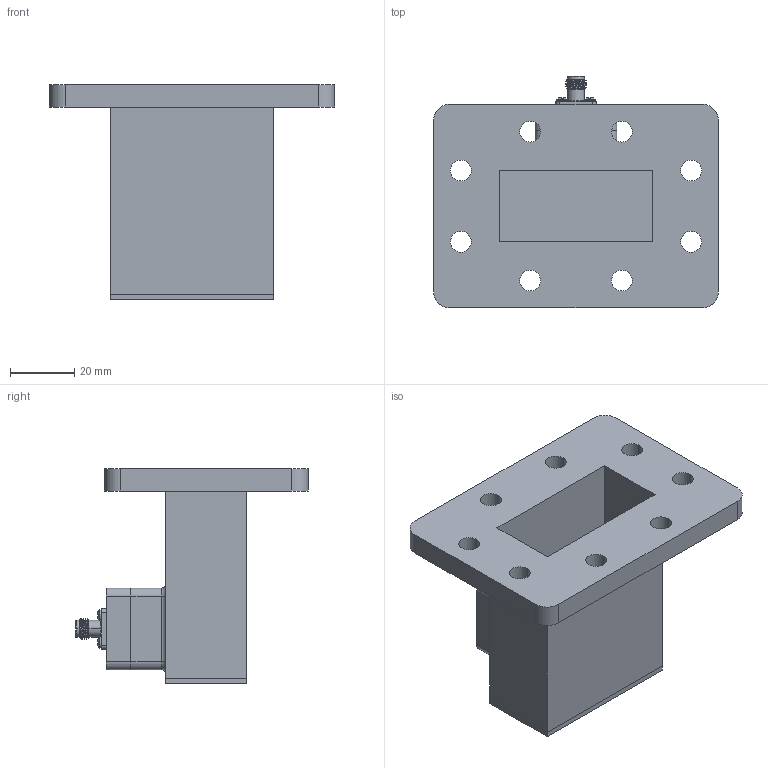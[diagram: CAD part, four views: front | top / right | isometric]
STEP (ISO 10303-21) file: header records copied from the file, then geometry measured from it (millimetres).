
FILE_DESCRIPTION (( 'STEP AP214' ), '1' );
FILE_NAME ('FMWCA1076_3D.step', '2025-01-20T22:52:02', ( '' ), ( '' ), 'SwSTEP 2.0', 'SolidWorks 2022', '' );
FILE_SCHEMA (( 'AUTOMOTIVE_DESIGN' ));
Length unit declared in the file: inch
Products named in the file (1): FMWCA1076_3D
Bounding box: 88.9 x 72.39 x 67 mm (x, y, z)
Volume: 58313.7 mm3; surface area: 34422.1 mm2
Topology: 1 solids, 5 shells, 293 faces, 768 edges, 499 vertices
Faces by surface type: plane 116, cylinder 106, cone 34, bspline 31, torus 6
Entity records: 15262 total; most frequent: CARTESIAN_POINT 8440, ORIENTED_EDGE 1536, DIRECTION 1279, EDGE_CURVE 768, VERTEX_POINT 499, AXIS2_PLACEMENT_3D 487, EDGE_LOOP 331, VECTOR 305
